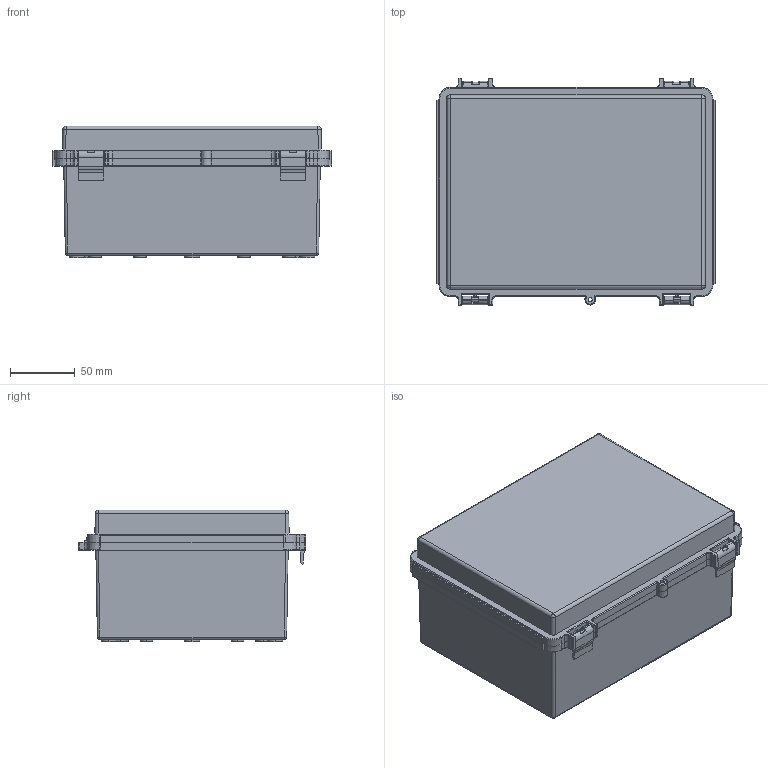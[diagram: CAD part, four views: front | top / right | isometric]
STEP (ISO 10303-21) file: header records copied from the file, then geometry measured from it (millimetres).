
FILE_DESCRIPTION (( 'STEP AP214' ), '1' );
FILE_NAME ('B005UPAN0W.3D.STP', '2013-10-03T13:52:19', ( '' ), ( '' ), 'SwSTEP 2.0', 'SolidWorks 2012', '' );
FILE_SCHEMA (( 'AUTOMOTIVE_DESIGN' ));
Length unit declared in the file: inch
Products named in the file (1): B005UPAN0W.3D
Bounding box: 215.49 x 175.47 x 101.78 mm (x, y, z)
Volume: 401170.7 mm3; surface area: 279666.4 mm2
Topology: 1 solids, 3 shells, 752 faces, 1848 edges, 1143 vertices
Faces by surface type: cylinder 283, plane 253, cone 106, torus 69, sphere 41
Entity records: 22365 total; most frequent: CARTESIAN_POINT 4320, DIRECTION 4006, ORIENTED_EDGE 3660, EDGE_CURVE 1830, AXIS2_PLACEMENT_3D 1552, VERTEX_POINT 1134, LINE 902, VECTOR 902
